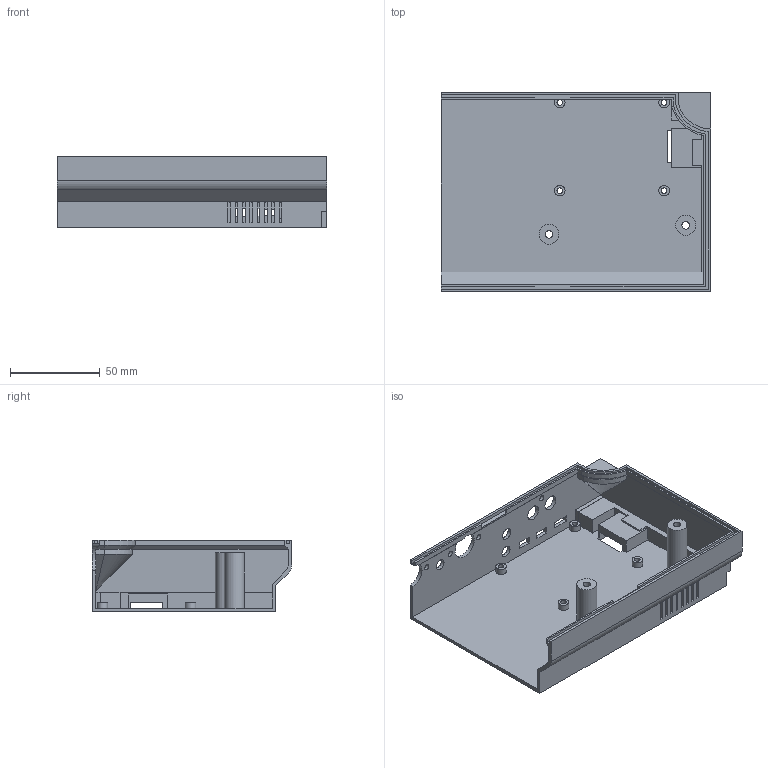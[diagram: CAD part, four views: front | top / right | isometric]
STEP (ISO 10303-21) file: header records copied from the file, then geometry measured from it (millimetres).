
FILE_DESCRIPTION(('FreeCAD Model'),'2;1');
FILE_NAME('Open CASCADE Shape Model','2024-01-28T18:36:53',(''),(''), 'Open CASCADE STEP processor 7.6','FreeCAD','Unknown');
FILE_SCHEMA(('AUTOMOTIVE_DESIGN { 1 0 10303 214 1 1 1 1 }'));
Length unit declared in the file: millimetre
Products named in the file (1): BottomRight Body
Bounding box: 149.95 x 111 x 40 mm (x, y, z)
Volume: 71864.2 mm3; surface area: 69668.7 mm2
Topology: 1 solids, 1 shells, 169 faces, 468 edges, 303 vertices
Faces by surface type: plane 130, cylinder 34, bspline 3, cone 2
Full cylindrical faces by diameter (mm): 3.1 x8, 3.2 x4, 4.2 x2, 5.9 x4, 6 x1, 6.3 x1, 6.5 x1, 8.5 x2, 11 x2, 15 x1
Entity records: 11943 total; most frequent: CARTESIAN_POINT 2473, DIRECTION 1743, LINE 1237, VECTOR 1237, ORIENTED_EDGE 934, PCURVE 934, DEFINITIONAL_REPRESENTATION 934, EDGE_CURVE 467
